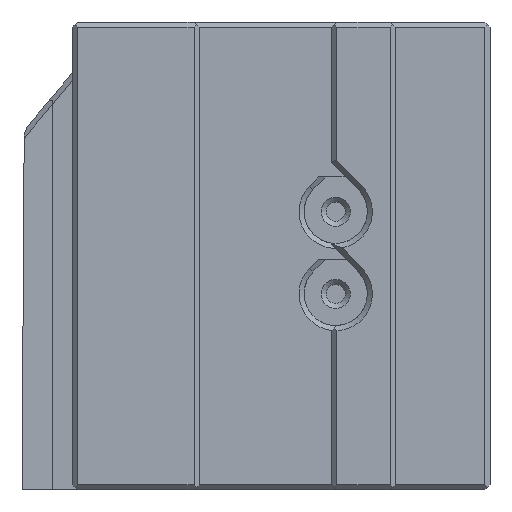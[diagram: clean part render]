
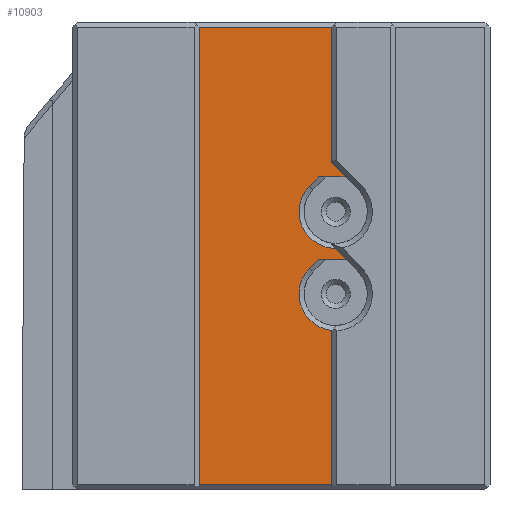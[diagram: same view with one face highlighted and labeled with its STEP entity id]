
A CAD part, left-side view. The second image highlights one B-rep face of the part: STEP entity #10903.
In plain terms, the highlighted planar face has unit normal (-1, 0, 0).
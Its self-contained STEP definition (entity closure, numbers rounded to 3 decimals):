
#242=PLANE('',#11615);
#832=LINE('',#16102,#2102);
#909=LINE('',#16342,#2179);
#910=LINE('',#16345,#2180);
#915=LINE('',#16357,#2185);
#916=LINE('',#16358,#2186);
#917=LINE('',#16362,#2187);
#918=LINE('',#16364,#2188);
#919=LINE('',#16366,#2189);
#920=LINE('',#16370,#2190);
#921=LINE('',#16372,#2191);
#922=LINE('',#16373,#2192);
#2102=VECTOR('',#12787,10.);
#2179=VECTOR('',#12950,10.);
#2180=VECTOR('',#12953,10.);
#2185=VECTOR('',#12962,10.);
#2186=VECTOR('',#12963,10.);
#2187=VECTOR('',#12966,10.);
#2188=VECTOR('',#12967,10.);
#2189=VECTOR('',#12968,10.);
#2190=VECTOR('',#12971,10.);
#2191=VECTOR('',#12972,10.);
#2192=VECTOR('',#12973,10.);
#3367=FACE_OUTER_BOUND('',#3991,.T.);
#3991=EDGE_LOOP('',(#8059,#8060,#8061,#8062,#8063,#8064,#8065,#8066,#8067,
#8068,#8069,#8070,#8071));
#4587=CIRCLE('',#11616,2.9);
#4588=CIRCLE('',#11617,2.9);
#5024=VERTEX_POINT('',#16097);
#5025=VERTEX_POINT('',#16101);
#5072=VERTEX_POINT('',#16281);
#5083=VERTEX_POINT('',#16316);
#5092=VERTEX_POINT('',#16344);
#5097=VERTEX_POINT('',#16356);
#5098=VERTEX_POINT('',#16359);
#5099=VERTEX_POINT('',#16361);
#5100=VERTEX_POINT('',#16363);
#5101=VERTEX_POINT('',#16365);
#5102=VERTEX_POINT('',#16367);
#5103=VERTEX_POINT('',#16369);
#5104=VERTEX_POINT('',#16371);
#6135=EDGE_CURVE('',#5025,#5024,#832,.T.);
#6230=EDGE_CURVE('',#5083,#5072,#909,.T.);
#6231=EDGE_CURVE('',#5092,#5072,#910,.T.);
#6237=EDGE_CURVE('',#5097,#5083,#915,.T.);
#6238=EDGE_CURVE('',#5025,#5097,#916,.T.);
#6239=EDGE_CURVE('',#5098,#5024,#4587,.T.);
#6240=EDGE_CURVE('',#5099,#5098,#917,.T.);
#6241=EDGE_CURVE('',#5100,#5099,#918,.T.);
#6242=EDGE_CURVE('',#5101,#5100,#919,.T.);
#6243=EDGE_CURVE('',#5102,#5101,#4588,.T.);
#6244=EDGE_CURVE('',#5103,#5102,#920,.T.);
#6245=EDGE_CURVE('',#5104,#5103,#921,.T.);
#6246=EDGE_CURVE('',#5092,#5104,#922,.T.);
#8059=ORIENTED_EDGE('',*,*,#6230,.F.);
#8060=ORIENTED_EDGE('',*,*,#6237,.F.);
#8061=ORIENTED_EDGE('',*,*,#6238,.F.);
#8062=ORIENTED_EDGE('',*,*,#6135,.T.);
#8063=ORIENTED_EDGE('',*,*,#6239,.F.);
#8064=ORIENTED_EDGE('',*,*,#6240,.F.);
#8065=ORIENTED_EDGE('',*,*,#6241,.F.);
#8066=ORIENTED_EDGE('',*,*,#6242,.F.);
#8067=ORIENTED_EDGE('',*,*,#6243,.F.);
#8068=ORIENTED_EDGE('',*,*,#6244,.F.);
#8069=ORIENTED_EDGE('',*,*,#6245,.F.);
#8070=ORIENTED_EDGE('',*,*,#6246,.F.);
#8071=ORIENTED_EDGE('',*,*,#6231,.T.);
#10903=ADVANCED_FACE('',(#3367),#242,.T.);
#11615=AXIS2_PLACEMENT_3D('',#16355,#12960,#12961);
#11616=AXIS2_PLACEMENT_3D('',#16360,#12964,#12965);
#11617=AXIS2_PLACEMENT_3D('',#16368,#12969,#12970);
#12787=DIRECTION('',(0.,0.,1.));
#12950=DIRECTION('',(0.,-1.,0.));
#12953=DIRECTION('',(0.,0.,1.));
#12960=DIRECTION('center_axis',(-1.,0.,0.));
#12961=DIRECTION('ref_axis',(0.,-1.,0.));
#12962=DIRECTION('',(0.,0.,1.));
#12963=DIRECTION('',(0.,1.,0.));
#12964=DIRECTION('center_axis',(-1.,0.,0.));
#12965=DIRECTION('ref_axis',(0.,1.,0.));
#12966=DIRECTION('',(0.,0.693,-0.721));
#12967=DIRECTION('',(0.,1.,0.));
#12968=DIRECTION('',(0.,-0.693,-0.721));
#12969=DIRECTION('center_axis',(-1.,0.,0.));
#12970=DIRECTION('ref_axis',(0.,1.,0.));
#12971=DIRECTION('',(0.,0.693,-0.721));
#12972=DIRECTION('',(0.,1.,0.));
#12973=DIRECTION('',(0.,-0.693,-0.721));
#16097=CARTESIAN_POINT('',(233.575,23.,7.616));
#16101=CARTESIAN_POINT('',(233.575,23.,-4.6));
#16102=CARTESIAN_POINT('',(233.575,23.,-5.));
#16281=CARTESIAN_POINT('',(233.575,23.,31.6));
#16316=CARTESIAN_POINT('',(233.575,33.5,31.6));
#16342=CARTESIAN_POINT('',(233.575,33.5,31.6));
#16344=CARTESIAN_POINT('',(233.575,23.,20.921));
#16345=CARTESIAN_POINT('',(233.575,23.,-5.));
#16355=CARTESIAN_POINT('Origin',(233.575,33.5,-5.));
#16356=CARTESIAN_POINT('',(233.575,33.5,-4.6));
#16357=CARTESIAN_POINT('',(233.575,33.5,-5.));
#16358=CARTESIAN_POINT('',(233.575,33.5,-4.6));
#16359=CARTESIAN_POINT('',(233.575,24.791,12.509));
#16360=CARTESIAN_POINT('Origin',(233.575,22.7,10.5));
#16361=CARTESIAN_POINT('',(233.575,24.08,13.25));
#16362=CARTESIAN_POINT('',(233.575,30.766,6.289));
#16363=CARTESIAN_POINT('',(233.575,21.875,13.25));
#16364=CARTESIAN_POINT('',(233.575,22.288,13.25));
#16365=CARTESIAN_POINT('',(233.575,22.691,14.1));
#16366=CARTESIAN_POINT('',(233.575,23.924,15.384));
#16367=CARTESIAN_POINT('',(233.575,24.791,19.009));
#16368=CARTESIAN_POINT('Origin',(233.575,22.7,17.));
#16369=CARTESIAN_POINT('',(233.575,24.08,19.75));
#16370=CARTESIAN_POINT('',(233.575,32.389,11.099));
#16371=CARTESIAN_POINT('',(233.575,21.875,19.75));
#16372=CARTESIAN_POINT('',(233.575,22.288,19.75));
#16373=CARTESIAN_POINT('',(233.575,22.301,20.193));
